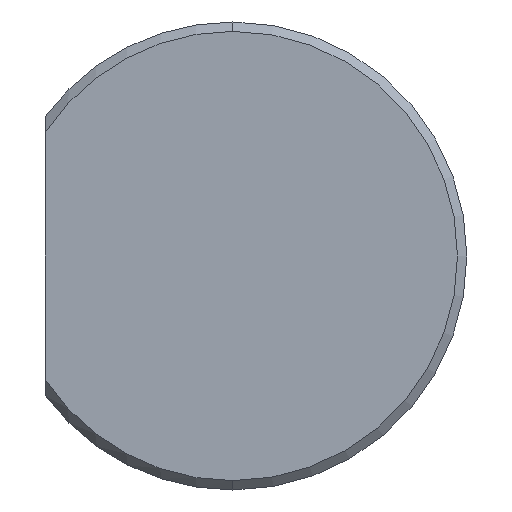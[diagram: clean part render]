
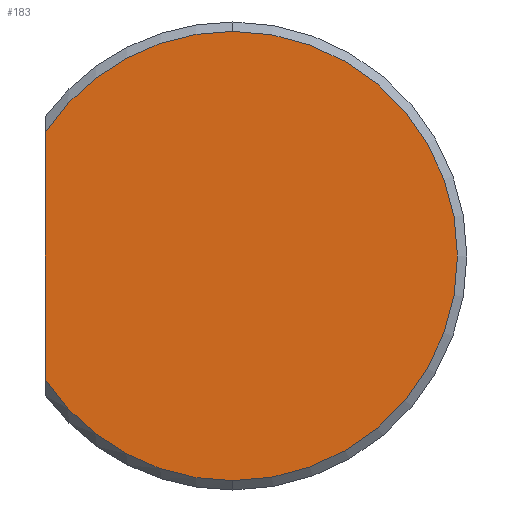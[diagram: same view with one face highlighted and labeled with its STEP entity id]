
A CAD part, front view. The second image highlights one B-rep face of the part: STEP entity #183.
In plain terms, the highlighted planar face has unit normal (0, -1, 0).
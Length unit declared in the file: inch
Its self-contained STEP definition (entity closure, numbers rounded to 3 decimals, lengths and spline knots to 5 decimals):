
#18 = VERTEX_POINT ( 'NONE', #194 ) ;
#26 = EDGE_CURVE ( 'NONE', #119, #18, #395, .T. ) ;
#29 = FACE_OUTER_BOUND ( 'NONE', #390, .T. ) ;
#35 = DIRECTION ( 'NONE',  ( 0., 0., 1. ) ) ;
#36 = AXIS2_PLACEMENT_3D ( 'NONE', #37, #360, #74 ) ;
#37 = CARTESIAN_POINT ( 'NONE',  ( 0., 0., 0. ) ) ;
#64 = CARTESIAN_POINT ( 'NONE',  ( 0., 0., -0.11985 ) ) ;
#74 = DIRECTION ( 'NONE',  ( 0., 0., 1. ) ) ;
#79 = CARTESIAN_POINT ( 'NONE',  ( 0., 0., 0. ) ) ;
#83 = EDGE_CURVE ( 'NONE', #191, #18, #379, .T. ) ;
#94 = CARTESIAN_POINT ( 'NONE',  ( -0.10015, 0., -0.07455 ) ) ;
#105 = EDGE_CURVE ( 'NONE', #191, #384, #296, .T. ) ;
#110 = CARTESIAN_POINT ( 'NONE',  ( 0., 0., 0.11985 ) ) ;
#113 = DIRECTION ( 'NONE',  ( 0., 0., 1. ) ) ;
#119 = VERTEX_POINT ( 'NONE', #110 ) ;
#123 = ORIENTED_EDGE ( 'NONE', *, *, #368, .T. ) ;
#137 = ORIENTED_EDGE ( 'NONE', *, *, #105, .T. ) ;
#154 = ORIENTED_EDGE ( 'NONE', *, *, #26, .T. ) ;
#173 = AXIS2_PLACEMENT_3D ( 'NONE', #416, #245, #35 ) ;
#180 = DIRECTION ( 'NONE',  ( 0., -1., 0. ) ) ;
#183 = ADVANCED_FACE ( 'NONE', ( #29 ), #248, .F. ) ;
#191 = VERTEX_POINT ( 'NONE', #225 ) ;
#192 = ORIENTED_EDGE ( 'NONE', *, *, #83, .F. ) ;
#194 = CARTESIAN_POINT ( 'NONE',  ( -0.10015, 0., 0.06583 ) ) ;
#209 = DIRECTION ( 'NONE',  ( 0., 0., 1. ) ) ;
#219 = CIRCLE ( 'NONE', #413, 0.11985 ) ;
#221 = DIRECTION ( 'NONE',  ( 0., 0., 1. ) ) ;
#225 = CARTESIAN_POINT ( 'NONE',  ( -0.10015, 0., -0.06583 ) ) ;
#245 = DIRECTION ( 'NONE',  ( 0., -1., 0. ) ) ;
#248 = PLANE ( 'NONE',  #36 ) ;
#271 = CARTESIAN_POINT ( 'NONE',  ( 0., 0., 0. ) ) ;
#296 = CIRCLE ( 'NONE', #173, 0.11985 ) ;
#306 = DIRECTION ( 'NONE',  ( 0., -1., 0. ) ) ;
#307 = VECTOR ( 'NONE', #221, 39.37008 ) ;
#320 = AXIS2_PLACEMENT_3D ( 'NONE', #271, #180, #209 ) ;
#360 = DIRECTION ( 'NONE',  ( 0., 1., 0. ) ) ;
#368 = EDGE_CURVE ( 'NONE', #384, #119, #219, .T. ) ;
#379 = LINE ( 'NONE', #94, #307 ) ;
#384 = VERTEX_POINT ( 'NONE', #64 ) ;
#390 = EDGE_LOOP ( 'NONE', ( #192, #137, #123, #154 ) ) ;
#395 = CIRCLE ( 'NONE', #320, 0.11985 ) ;
#413 = AXIS2_PLACEMENT_3D ( 'NONE', #79, #306, #113 ) ;
#416 = CARTESIAN_POINT ( 'NONE',  ( 0., 0., 0. ) ) ;
